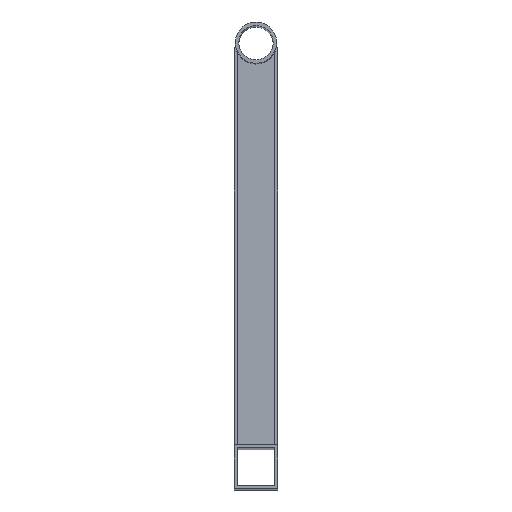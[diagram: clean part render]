
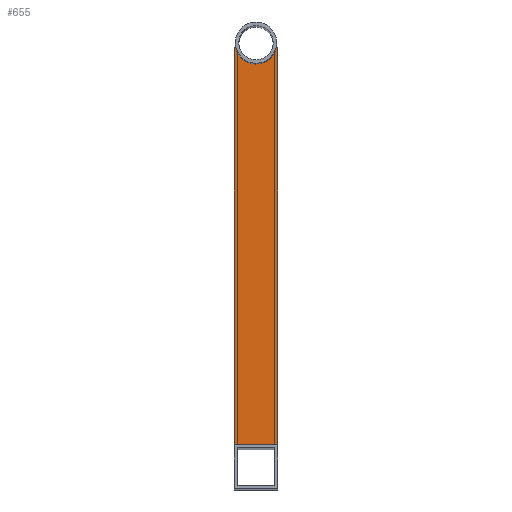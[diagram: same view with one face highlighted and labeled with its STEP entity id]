
A CAD part, top view. The second image highlights one B-rep face of the part: STEP entity #655.
In plain terms, the highlighted face is planar.
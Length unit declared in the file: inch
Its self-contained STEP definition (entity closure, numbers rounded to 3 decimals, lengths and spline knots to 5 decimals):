
#66=LINE('',#1082,#116);
#69=LINE('',#1088,#119);
#79=LINE('',#1109,#129);
#80=LINE('',#1113,#130);
#81=LINE('',#1114,#131);
#116=VECTOR('',#916,39.37008);
#119=VECTOR('',#921,39.37008);
#129=VECTOR('',#937,39.37008);
#130=VECTOR('',#940,39.37008);
#131=VECTOR('',#941,39.37008);
#154=PLANE('',#811);
#213=FACE_OUTER_BOUND('',#262,.T.);
#262=EDGE_LOOP('',(#527,#528,#529,#530,#531,#532));
#304=CIRCLE('',#812,0.83);
#337=VERTEX_POINT('',#1079);
#338=VERTEX_POINT('',#1081);
#340=VERTEX_POINT('',#1087);
#348=VERTEX_POINT('',#1107);
#349=VERTEX_POINT('',#1111);
#350=VERTEX_POINT('',#1112);
#401=EDGE_CURVE('',#338,#337,#66,.T.);
#404=EDGE_CURVE('',#340,#338,#69,.T.);
#415=EDGE_CURVE('',#348,#337,#79,.T.);
#416=EDGE_CURVE('',#349,#350,#80,.T.);
#417=EDGE_CURVE('',#340,#349,#81,.T.);
#418=EDGE_CURVE('',#350,#348,#304,.T.);
#527=ORIENTED_EDGE('',*,*,#416,.F.);
#528=ORIENTED_EDGE('',*,*,#417,.F.);
#529=ORIENTED_EDGE('',*,*,#404,.T.);
#530=ORIENTED_EDGE('',*,*,#401,.T.);
#531=ORIENTED_EDGE('',*,*,#415,.F.);
#532=ORIENTED_EDGE('',*,*,#418,.F.);
#655=ADVANCED_FACE('',(#213),#154,.F.);
#811=AXIS2_PLACEMENT_3D('',#1110,#938,#939);
#812=AXIS2_PLACEMENT_3D('',#1115,#942,#943);
#916=DIRECTION('',(0.,0.,1.));
#921=DIRECTION('',(1.,0.,0.));
#937=DIRECTION('',(1.,0.,0.));
#938=DIRECTION('center_axis',(0.,1.,0.));
#939=DIRECTION('ref_axis',(0.,0.,1.));
#940=DIRECTION('',(1.,0.,0.));
#941=DIRECTION('',(0.,0.,1.));
#942=DIRECTION('center_axis',(0.,-1.,0.));
#943=DIRECTION('ref_axis',(0.,0.,1.));
#1079=CARTESIAN_POINT('',(1.75,-0.875,17.75));
#1081=CARTESIAN_POINT('',(1.75,-0.875,1.75));
#1082=CARTESIAN_POINT('',(1.75,-0.875,17.75));
#1087=CARTESIAN_POINT('',(0.,-0.875,1.75));
#1088=CARTESIAN_POINT('',(0.875,-0.875,1.75));
#1107=CARTESIAN_POINT('',(1.6874,-0.875,17.75));
#1109=CARTESIAN_POINT('',(0.875,-0.875,17.75));
#1110=CARTESIAN_POINT('Origin',(0.875,-0.875,17.75));
#1111=CARTESIAN_POINT('',(0.,-0.875,17.75));
#1112=CARTESIAN_POINT('',(0.0626,-0.875,17.75));
#1113=CARTESIAN_POINT('',(0.875,-0.875,17.75));
#1114=CARTESIAN_POINT('',(0.,-0.875,17.75));
#1115=CARTESIAN_POINT('Origin',(0.875,-0.875,17.92));
